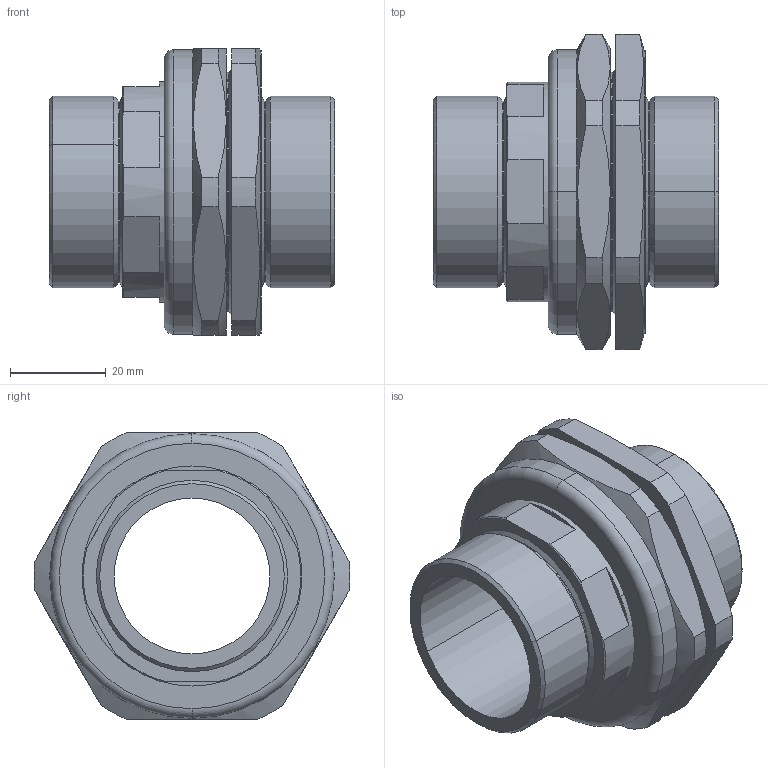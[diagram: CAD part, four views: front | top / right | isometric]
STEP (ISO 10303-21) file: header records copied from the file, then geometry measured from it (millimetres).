
FILE_DESCRIPTION (( 'STEP AP203' ), '1' );
FILE_NAME ('780DM5MM5M.STEP', '2021-11-09T15:57:28', ( '' ), ( '' ), 'SwSTEP 2.0', 'SolidWorks 2017', '' );
FILE_SCHEMA (( 'CONFIG_CONTROL_DESIGN' ));
Length unit declared in the file: millimetre
Products named in the file (1): 780DM5MM5M
Bounding box: 59.62 x 65.97 x 60 mm (x, y, z)
Volume: 65244.4 mm3; surface area: 26585.8 mm2
Topology: 2 solids, 2 shells, 136 faces, 314 edges, 192 vertices
Faces by surface type: cone 60, plane 38, cylinder 36, torus 2
Entity records: 4081 total; most frequent: CARTESIAN_POINT 871, DIRECTION 696, ORIENTED_EDGE 628, EDGE_CURVE 314, AXIS2_PLACEMENT_3D 285, VERTEX_POINT 192, EDGE_LOOP 150, CIRCLE 148
